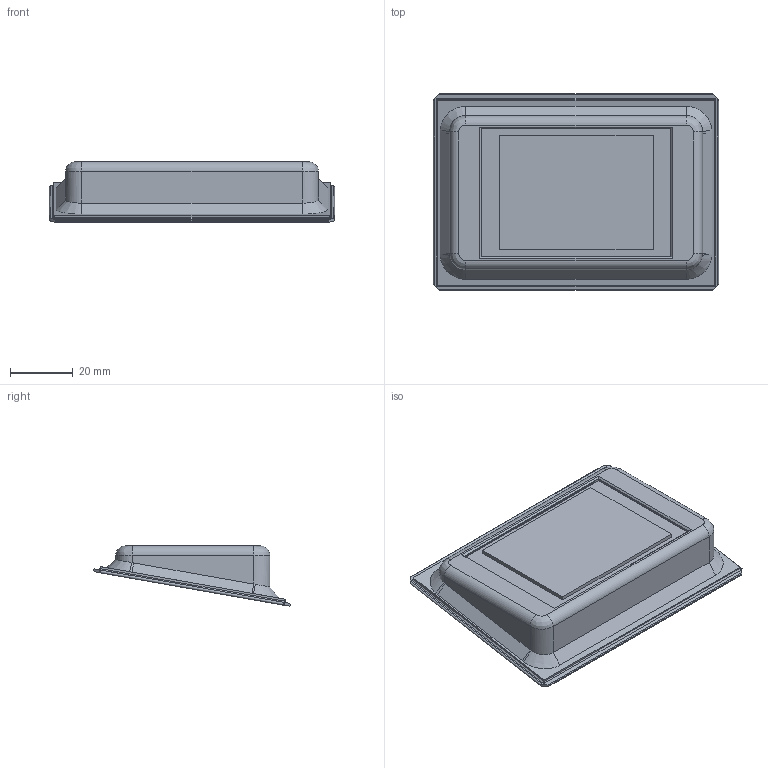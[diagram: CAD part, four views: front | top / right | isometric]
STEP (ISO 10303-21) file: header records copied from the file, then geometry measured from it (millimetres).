
FILE_DESCRIPTION(/* description */ (''),/* implementation_level */ '2;1');
FILE_NAME(/* name */ 'LCD_panel v63.step',/* time_stamp */ '2023-05-20T17:06:25+03:00',/* author */ (''),/* organization */ (''),/* preprocessor_version */ 'ST-DEVELOPER v19.2',/* originating_system */ 'Autodesk Translation Framework v12.4.0.73',/* authorisation */ '');
FILE_SCHEMA (('AUTOMOTIVE_DESIGN { 1 0 10303 214 3 1 1 }'));
Length unit declared in the file: millimetre
Products named in the file (2): LCD_panel; TouchDisplay
Assembly tree (1 placements, depth 2):
  LCD_panel
    TouchDisplay
Bounding box: 90.8 x 62.6 x 19.19 mm (x, y, z)
Volume: 21738.5 mm3; surface area: 19963.6 mm2
Topology: 2 solids, 2 shells, 174 faces, 414 edges, 258 vertices
Faces by surface type: plane 98, cylinder 38, bspline 32, torus 6
Full cylindrical faces by diameter (mm): 2.7 x4, 3 x4, 5 x4, 6 x2
Entity records: 6330 total; most frequent: CARTESIAN_POINT 2362, ORIENTED_EDGE 828, DIRECTION 720, EDGE_CURVE 414, VERTEX_POINT 258, LINE 250, VECTOR 250, AXIS2_PLACEMENT_3D 235
